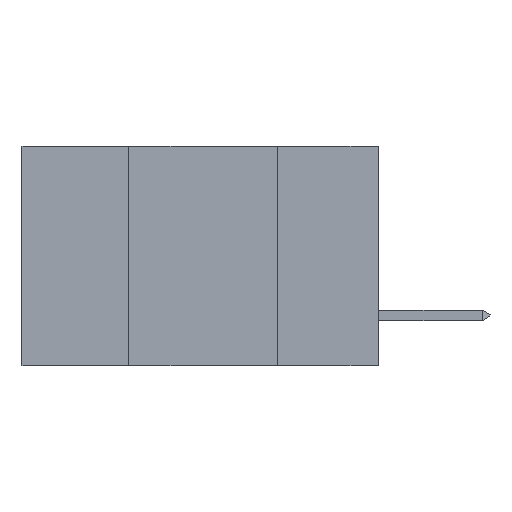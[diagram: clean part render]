
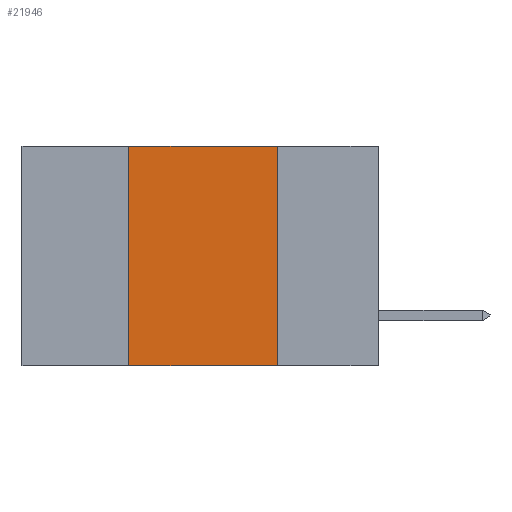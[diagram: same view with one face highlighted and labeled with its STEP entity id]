
A CAD part, left-side view. The second image highlights one B-rep face of the part: STEP entity #21946.
In plain terms, the highlighted planar face has unit normal (-1, 0, 0).
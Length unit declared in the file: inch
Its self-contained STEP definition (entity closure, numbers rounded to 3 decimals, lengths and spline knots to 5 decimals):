
#770 = VERTEX_POINT ( 'NONE', #11737 ) ;
#944 = DIRECTION ( 'NONE',  ( 1., 0., 0. ) ) ;
#4053 = CARTESIAN_POINT ( 'NONE',  ( 0., 0.17, -0.37 ) ) ;
#4394 = LINE ( 'NONE', #8094, #22672 ) ;
#5717 = VECTOR ( 'NONE', #12852, 39.37008 ) ;
#5832 = EDGE_CURVE ( 'NONE', #29902, #20062, #12855, .T. ) ;
#6238 = DIRECTION ( 'NONE',  ( 0., -1., 0. ) ) ;
#7910 = ORIENTED_EDGE ( 'NONE', *, *, #5832, .F. ) ;
#8070 = ORIENTED_EDGE ( 'NONE', *, *, #24030, .T. ) ;
#8094 = CARTESIAN_POINT ( 'NONE',  ( 0., 0.6, -0.37 ) ) ;
#11073 = CARTESIAN_POINT ( 'NONE',  ( 0., 0.6, 0. ) ) ;
#11429 = VERTEX_POINT ( 'NONE', #30151 ) ;
#11496 = DIRECTION ( 'NONE',  ( 0., 0., 1. ) ) ;
#11737 = CARTESIAN_POINT ( 'NONE',  ( 0., 0.42, 0. ) ) ;
#12852 = DIRECTION ( 'NONE',  ( 0., 0., -1. ) ) ;
#12855 = LINE ( 'NONE', #17531, #5717 ) ;
#14473 = EDGE_CURVE ( 'NONE', #770, #29902, #18675, .T. ) ;
#15291 = PLANE ( 'NONE',  #16766 ) ;
#16766 = AXIS2_PLACEMENT_3D ( 'NONE', #29352, #944, #17677 ) ;
#17399 = LINE ( 'NONE', #28081, #28498 ) ;
#17531 = CARTESIAN_POINT ( 'NONE',  ( 0., 0.17, 0. ) ) ;
#17677 = DIRECTION ( 'NONE',  ( 0., 0., -1. ) ) ;
#17935 = EDGE_LOOP ( 'NONE', ( #7910, #24326, #21386, #8070 ) ) ;
#18675 = LINE ( 'NONE', #11073, #23519 ) ;
#20062 = VERTEX_POINT ( 'NONE', #4053 ) ;
#21386 = ORIENTED_EDGE ( 'NONE', *, *, #30301, .F. ) ;
#21946 = ADVANCED_FACE ( 'NONE', ( #27565 ), #15291, .F. ) ;
#22369 = DIRECTION ( 'NONE',  ( 0., -1., 0. ) ) ;
#22672 = VECTOR ( 'NONE', #22369, 39.37008 ) ;
#23519 = VECTOR ( 'NONE', #6238, 39.37008 ) ;
#24030 = EDGE_CURVE ( 'NONE', #11429, #20062, #4394, .T. ) ;
#24326 = ORIENTED_EDGE ( 'NONE', *, *, #14473, .F. ) ;
#24407 = CARTESIAN_POINT ( 'NONE',  ( 0., 0.17, 0. ) ) ;
#27565 = FACE_OUTER_BOUND ( 'NONE', #17935, .T. ) ;
#28081 = CARTESIAN_POINT ( 'NONE',  ( 0., 0.42, 0. ) ) ;
#28498 = VECTOR ( 'NONE', #11496, 39.37008 ) ;
#29352 = CARTESIAN_POINT ( 'NONE',  ( 0., 0.6, 0. ) ) ;
#29902 = VERTEX_POINT ( 'NONE', #24407 ) ;
#30151 = CARTESIAN_POINT ( 'NONE',  ( 0., 0.42, -0.37 ) ) ;
#30301 = EDGE_CURVE ( 'NONE', #11429, #770, #17399, .T. ) ;
